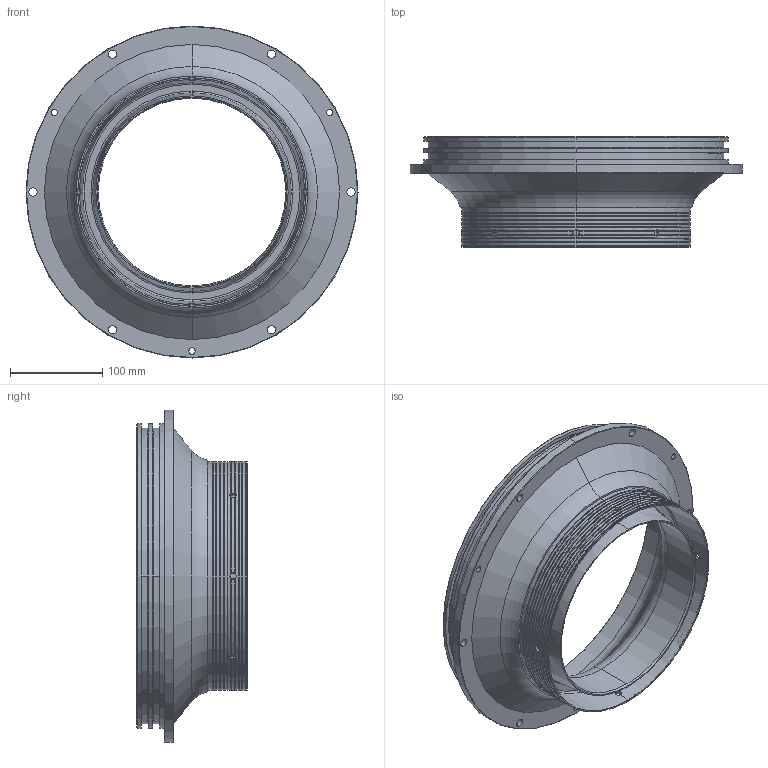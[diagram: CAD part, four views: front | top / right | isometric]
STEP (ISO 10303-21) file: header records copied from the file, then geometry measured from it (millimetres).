
FILE_DESCRIPTION (( 'STEP AP203' ), '1' );
FILE_NAME ('EL 01559-F_0.step', '2017-08-29T12:05:53', ( '' ), ( '' ), 'SwSTEP 2.0', 'SolidWorks 2016', '' );
FILE_SCHEMA (( 'CONFIG_CONTROL_DESIGN' ));
Length unit declared in the file: millimetre
Products named in the file (1): EL 01559-F_0
Bounding box: 360 x 120 x 360 mm (x, y, z)
Volume: 1676087.8 mm3; surface area: 374569.2 mm2
Topology: 1 solids, 1 shells, 205 faces, 532 edges, 344 vertices
Faces by surface type: cylinder 110, plane 59, torus 18, cone 18
Entity records: 7327 total; most frequent: CARTESIAN_POINT 2120, DIRECTION 1098, ORIENTED_EDGE 1064, EDGE_CURVE 532, AXIS2_PLACEMENT_3D 464, VERTEX_POINT 344, CIRCLE 258, EDGE_LOOP 256
